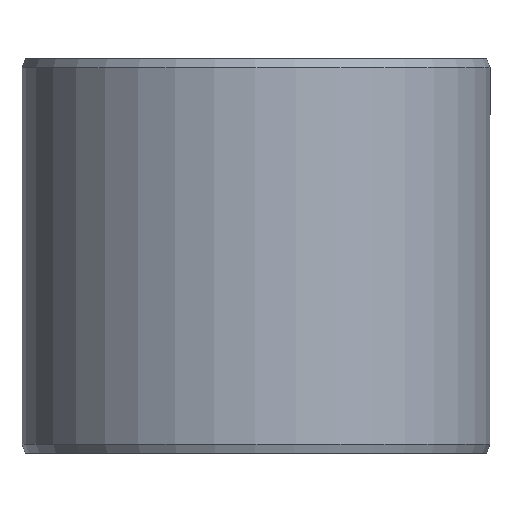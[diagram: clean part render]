
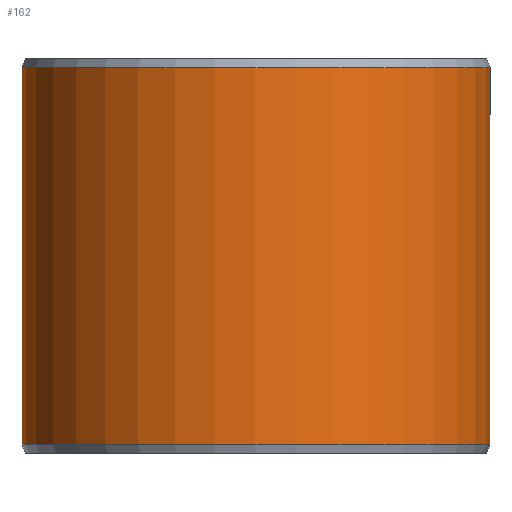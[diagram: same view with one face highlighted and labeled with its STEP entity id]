
A CAD part, front view. The second image highlights one B-rep face of the part: STEP entity #162.
In plain terms, the highlighted cylindrical face has radius 47.5 mm (diameter 95 mm), a partial arc.
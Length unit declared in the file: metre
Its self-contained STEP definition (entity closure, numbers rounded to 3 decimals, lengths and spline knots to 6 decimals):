
#162=ADVANCED_FACE('',(#185,#186),#187,.T.);
#185=FACE_OUTER_BOUND('',#211,.T.);
#186=FACE_BOUND('',#212,.T.);
#187=CYLINDRICAL_SURFACE('',#213,0.0475);
#211=EDGE_LOOP('',(#289,#290,#291,#292));
#212=EDGE_LOOP('',(#293));
#213=AXIS2_PLACEMENT_3D('',#294,#295,#296);
#289=ORIENTED_EDGE('',*,*,#314,.T.);
#290=ORIENTED_EDGE('',*,*,#323,.F.);
#291=ORIENTED_EDGE('',*,*,#309,.F.);
#292=ORIENTED_EDGE('',*,*,#324,.T.);
#293=ORIENTED_EDGE('',*,*,#327,.T.);
#294=CARTESIAN_POINT('',(0.,0.,0.0));
#295=DIRECTION('',(0.,0.0,-1.0));
#296=DIRECTION('',(-1.0,0.0,0.));
#309=EDGE_CURVE('',#341,#342,#343,.T.);
#314=EDGE_CURVE('',#351,#349,#352,.T.);
#323=EDGE_CURVE('',#342,#349,#365,.T.);
#324=EDGE_CURVE('',#341,#351,#366,.T.);
#327=EDGE_CURVE('',#370,#370,#371,.T.);
#341=VERTEX_POINT('',#389);
#342=VERTEX_POINT('',#390);
#343=CIRCLE('',#391,0.0475);
#349=VERTEX_POINT('',#399);
#351=VERTEX_POINT('',#402);
#352=CIRCLE('',#403,0.0475);
#365=LINE('',#422,#423);
#366=LINE('',#424,#425);
#370=VERTEX_POINT('',#505);
#371=B_SPLINE_CURVE_WITH_KNOTS('',3,(#506,#507,#508,#509,#510,#511,#512,#513,#514,#515,#516,#517,#518,#519,#520,#521,#522,#523,#524,#525,#526,#527,#528,#529,#530,#531,#532,#533,#534,#535,#536,#537,#538,#539,#540,#541,#542,#543,#544,#545,#546,#547,#548,#549,#550,#551,#552,#553,#554,#555,#556,#557,#558,#559,#560,#561,#562,#563,#564,#565,#566,#567,#568,#569,#570,#571,#572,#573,#574,#575,#576,#577,#578,#579,#580,#581),.UNSPECIFIED.,.T.,.F.,(2,2,2,2,2,2,2,2,2,2,2,2,2,2,2,2,2,2,2,2,2,2,2,2,2,2,2,2,2,2,2,2,2,2,2,2,2,2,2,2),(-0.000978,0.0,0.000978,0.001466,0.001955,0.002933,0.00391,0.004888,0.005865,0.006843,0.007821,0.008798,0.009776,0.010265,0.010753,0.011731,0.012709,0.013197,0.013686,0.014664,0.015641,0.016619,0.017596,0.018574,0.019552,0.020529,0.021507,0.021996,0.022484,0.023462,0.024439,0.024928,0.025417,0.026395,0.027372,0.02835,0.029327,0.030305,0.031283,0.03226),.UNSPECIFIED.);
#389=CARTESIAN_POINT('',(0.000829,0.047493,0.0018));
#390=CARTESIAN_POINT('',(0.,0.0475,0.0018));
#391=AXIS2_PLACEMENT_3D('',#595,#596,#597);
#399=CARTESIAN_POINT('',(0.,0.0475,0.0782));
#402=CARTESIAN_POINT('',(0.000829,0.047493,0.0782));
#403=AXIS2_PLACEMENT_3D('',#604,#605,#606);
#422=CARTESIAN_POINT('',(0.,0.0475,0.0018));
#423=VECTOR('',#619,1.0);
#424=CARTESIAN_POINT('',(0.000829,0.047493,0.0018));
#425=VECTOR('',#620,1.0);
#505=CARTESIAN_POINT('',(0.037914,-0.028614,0.04));
#506=CARTESIAN_POINT('',(0.037914,-0.028614,0.039669));
#507=CARTESIAN_POINT('',(0.037914,-0.028614,0.040331));
#508=CARTESIAN_POINT('',(0.037934,-0.028588,0.040656));
#509=CARTESIAN_POINT('',(0.037991,-0.028512,0.041135));
#510=CARTESIAN_POINT('',(0.038015,-0.02848,0.041294));
#511=CARTESIAN_POINT('',(0.038073,-0.028403,0.041608));
#512=CARTESIAN_POINT('',(0.038106,-0.028358,0.041764));
#513=CARTESIAN_POINT('',(0.038219,-0.028206,0.042218));
#514=CARTESIAN_POINT('',(0.03831,-0.028082,0.042505));
#515=CARTESIAN_POINT('',(0.038525,-0.027787,0.043048));
#516=CARTESIAN_POINT('',(0.038648,-0.027615,0.043305));
#517=CARTESIAN_POINT('',(0.038915,-0.027238,0.043766));
#518=CARTESIAN_POINT('',(0.039059,-0.027031,0.043973));
#519=CARTESIAN_POINT('',(0.039368,-0.026579,0.044339));
#520=CARTESIAN_POINT('',(0.039531,-0.026338,0.044494));
#521=CARTESIAN_POINT('',(0.039861,-0.025835,0.044743));
#522=CARTESIAN_POINT('',(0.040032,-0.025569,0.044839));
#523=CARTESIAN_POINT('',(0.040376,-0.025023,0.044968));
#524=CARTESIAN_POINT('',(0.040546,-0.024746,0.045));
#525=CARTESIAN_POINT('',(0.040882,-0.024187,0.045));
#526=CARTESIAN_POINT('',(0.04105,-0.023901,0.044968));
#527=CARTESIAN_POINT('',(0.041369,-0.023344,0.04484));
#528=CARTESIAN_POINT('',(0.041521,-0.023072,0.044746));
#529=CARTESIAN_POINT('',(0.04174,-0.022673,0.044558));
#530=CARTESIAN_POINT('',(0.041811,-0.022541,0.044487));
#531=CARTESIAN_POINT('',(0.041948,-0.022286,0.044332));
#532=CARTESIAN_POINT('',(0.042013,-0.022162,0.044248));
#533=CARTESIAN_POINT('',(0.042202,-0.021802,0.043977));
#534=CARTESIAN_POINT('',(0.042317,-0.021576,0.04377));
#535=CARTESIAN_POINT('',(0.042528,-0.021158,0.043304));
#536=CARTESIAN_POINT('',(0.04262,-0.020972,0.043051));
#537=CARTESIAN_POINT('',(0.042739,-0.020727,0.042646));
#538=CARTESIAN_POINT('',(0.042776,-0.020651,0.042506));
#539=CARTESIAN_POINT('',(0.042844,-0.020511,0.042216));
#540=CARTESIAN_POINT('',(0.042874,-0.020446,0.042067));
#541=CARTESIAN_POINT('',(0.042955,-0.020276,0.041612));
#542=CARTESIAN_POINT('',(0.042996,-0.020189,0.041301));
#543=CARTESIAN_POINT('',(0.04305,-0.020073,0.04066));
#544=CARTESIAN_POINT('',(0.043064,-0.020043,0.040328));
#545=CARTESIAN_POINT('',(0.043064,-0.020042,0.039675));
#546=CARTESIAN_POINT('',(0.043051,-0.020071,0.039351));
#547=CARTESIAN_POINT('',(0.042997,-0.020188,0.038706));
#548=CARTESIAN_POINT('',(0.042956,-0.020275,0.03839));
#549=CARTESIAN_POINT('',(0.042848,-0.020501,0.037788));
#550=CARTESIAN_POINT('',(0.042781,-0.020641,0.037497));
#551=CARTESIAN_POINT('',(0.042621,-0.020971,0.03695));
#552=CARTESIAN_POINT('',(0.042529,-0.021157,0.036699));
#553=CARTESIAN_POINT('',(0.042321,-0.021569,0.036237));
#554=CARTESIAN_POINT('',(0.042204,-0.021798,0.036026));
#555=CARTESIAN_POINT('',(0.041951,-0.02228,0.035663));
#556=CARTESIAN_POINT('',(0.041816,-0.022533,0.035509));
#557=CARTESIAN_POINT('',(0.041598,-0.022932,0.03532));
#558=CARTESIAN_POINT('',(0.041522,-0.023069,0.035264));
#559=CARTESIAN_POINT('',(0.041369,-0.023343,0.035169));
#560=CARTESIAN_POINT('',(0.041291,-0.023481,0.035129));
#561=CARTESIAN_POINT('',(0.041052,-0.023897,0.035033));
#562=CARTESIAN_POINT('',(0.040888,-0.024177,0.035));
#563=CARTESIAN_POINT('',(0.040548,-0.024743,0.035));
#564=CARTESIAN_POINT('',(0.040377,-0.025021,0.035032));
#565=CARTESIAN_POINT('',(0.040122,-0.025427,0.035127));
#566=CARTESIAN_POINT('',(0.040037,-0.02556,0.035166));
#567=CARTESIAN_POINT('',(0.039867,-0.025825,0.035261));
#568=CARTESIAN_POINT('',(0.039781,-0.025956,0.035317));
#569=CARTESIAN_POINT('',(0.039532,-0.026336,0.035505));
#570=CARTESIAN_POINT('',(0.039371,-0.026575,0.035658));
#571=CARTESIAN_POINT('',(0.039064,-0.027024,0.036021));
#572=CARTESIAN_POINT('',(0.038917,-0.027236,0.036231));
#573=CARTESIAN_POINT('',(0.03865,-0.027614,0.036692));
#574=CARTESIAN_POINT('',(0.038528,-0.027782,0.036943));
#575=CARTESIAN_POINT('',(0.038312,-0.028079,0.037489));
#576=CARTESIAN_POINT('',(0.03822,-0.028205,0.03778));
#577=CARTESIAN_POINT('',(0.03807,-0.028407,0.038381));
#578=CARTESIAN_POINT('',(0.038012,-0.028484,0.038696));
#579=CARTESIAN_POINT('',(0.037934,-0.028588,0.039343));
#580=CARTESIAN_POINT('',(0.037914,-0.028614,0.039669));
#581=CARTESIAN_POINT('',(0.037914,-0.028614,0.040331));
#595=CARTESIAN_POINT('',(0.,0.,0.0018));
#596=DIRECTION('',(0.,0.0,-1.0));
#597=DIRECTION('',(-1.0,0.0,0.));
#604=CARTESIAN_POINT('',(0.,0.,0.0782));
#605=DIRECTION('',(0.,0.0,-1.0));
#606=DIRECTION('',(-1.0,0.0,0.));
#619=DIRECTION('',(0.,0.0,1.0));
#620=DIRECTION('',(0.,0.,1.0));
